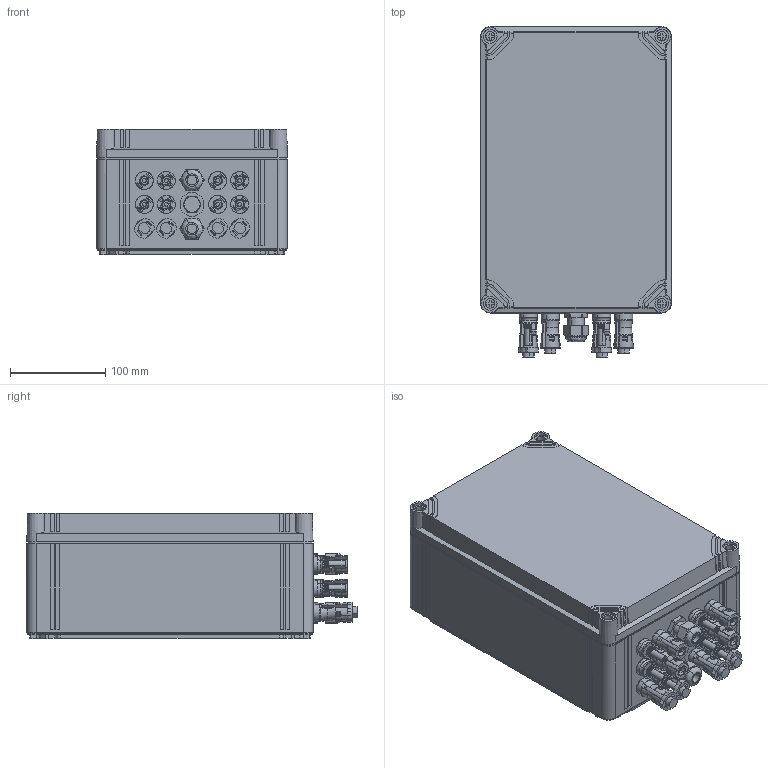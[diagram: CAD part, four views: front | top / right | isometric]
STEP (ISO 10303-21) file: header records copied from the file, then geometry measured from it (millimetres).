
FILE_DESCRIPTION(('CATIA V5 STEP Exchange','CAx-IF Rec.Pracs.--- Model Styling and Organization---1.5--- 2016-08-15','CAx-IF Rec.Pracs.---Supplemental Geometry---1.0---2011-11-01','CAx-IF Rec.Pracs.--- Composite Materials ---1.1---2010-07-15'),'2;1');
FILE_NAME ('D1574566_1', '2025-11-06T10:47:27+00:00', ('none'), ('Weidmueller'), 'CATIA Version 5-6 Release 2024 SP4', 'CATIA V5 STEP AP214 v3', 'none');
FILE_SCHEMA(('AUTOMOTIVE_DESIGN { 1 0 10303 214 1 1 1 1 }'));
Products named in the file (1): S3D_PVN_DC_2I_1O_2MPP_RD_EVO_11
Bounding box: 200 x 346.23 x 132 mm (x, y, z)
Volume: 7720158.7 mm3; surface area: 309090.4 mm2
Topology: 1 solids, 1 shells, 1582 faces, 5104 edges, 3630 vertices
Faces by surface type: plane 782, cylinder 466, torus 136, bspline 106, extrusion 48, cone 44
Entity records: 66693 total; most frequent: CARTESIAN_POINT 24633, ORIENTED_EDGE 10204, DIRECTION 6059, EDGE_CURVE 5102, VERTEX_POINT 3630, AXIS2_PLACEMENT_3D 2590, VECTOR 2282, LINE 2234
